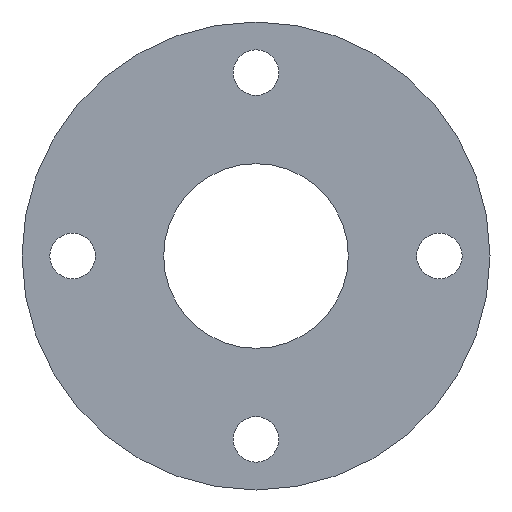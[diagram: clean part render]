
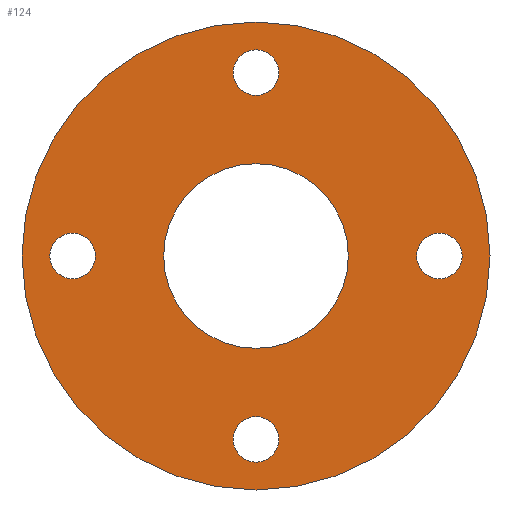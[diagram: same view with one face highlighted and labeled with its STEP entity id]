
A CAD part, front view. The second image highlights one B-rep face of the part: STEP entity #124.
In plain terms, the highlighted planar face has unit normal (0, -1, 0).
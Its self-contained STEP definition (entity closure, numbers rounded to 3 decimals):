
#1 = DIRECTION ( 'NONE',  ( 0., -1., 0. ) ) ;
#4 = DIRECTION ( 'NONE',  ( 0., 0., -1. ) ) ;
#6 = EDGE_CURVE ( 'NONE', #133, #582, #200, .T. ) ;
#16 = EDGE_CURVE ( 'NONE', #496, #61, #299, .T. ) ;
#18 = CARTESIAN_POINT ( 'NONE',  ( 72.5, 0., 9. ) ) ;
#22 = ORIENTED_EDGE ( 'NONE', *, *, #145, .T. ) ;
#33 = VERTEX_POINT ( 'NONE', #37 ) ;
#37 = CARTESIAN_POINT ( 'NONE',  ( 0., 0., 81.5 ) ) ;
#51 = EDGE_CURVE ( 'NONE', #263, #427, #219, .T. ) ;
#52 = ORIENTED_EDGE ( 'NONE', *, *, #437, .F. ) ;
#58 = AXIS2_PLACEMENT_3D ( 'NONE', #396, #118, #163 ) ;
#60 = DIRECTION ( 'NONE',  ( 0., 1., 0. ) ) ;
#61 = VERTEX_POINT ( 'NONE', #315 ) ;
#66 = CIRCLE ( 'NONE', #467, 9. ) ;
#71 = CARTESIAN_POINT ( 'NONE',  ( 0., 0., 0. ) ) ;
#78 = ORIENTED_EDGE ( 'NONE', *, *, #51, .F. ) ;
#81 = CARTESIAN_POINT ( 'NONE',  ( 72.5, 0., 0. ) ) ;
#88 = CARTESIAN_POINT ( 'NONE',  ( 0., 0., 63.5 ) ) ;
#93 = CIRCLE ( 'NONE', #537, 36.5 ) ;
#110 = VERTEX_POINT ( 'NONE', #417 ) ;
#112 = ORIENTED_EDGE ( 'NONE', *, *, #420, .T. ) ;
#118 = DIRECTION ( 'NONE',  ( 0., -1., 0. ) ) ;
#124 = ADVANCED_FACE ( 'NONE', ( #222, #407, #588, #152, #193, #198 ), #383, .T. ) ;
#127 = EDGE_LOOP ( 'NONE', ( #255, #318 ) ) ;
#133 = VERTEX_POINT ( 'NONE', #243 ) ;
#136 = DIRECTION ( 'NONE',  ( 0., 1., 0. ) ) ;
#145 = EDGE_CURVE ( 'NONE', #575, #473, #93, .T. ) ;
#151 = AXIS2_PLACEMENT_3D ( 'NONE', #536, #209, #574 ) ;
#152 = FACE_BOUND ( 'NONE', #390, .T. ) ;
#155 = CARTESIAN_POINT ( 'NONE',  ( 0., 0., -92.5 ) ) ;
#158 = CARTESIAN_POINT ( 'NONE',  ( 0., 0., 0. ) ) ;
#159 = AXIS2_PLACEMENT_3D ( 'NONE', #71, #492, #526 ) ;
#160 = CIRCLE ( 'NONE', #411, 9. ) ;
#163 = DIRECTION ( 'NONE',  ( 0., 0., -1. ) ) ;
#170 = VERTEX_POINT ( 'NONE', #155 ) ;
#171 = CARTESIAN_POINT ( 'NONE',  ( 0., 0., 0. ) ) ;
#174 = CARTESIAN_POINT ( 'NONE',  ( 0., 0., 72.5 ) ) ;
#177 = DIRECTION ( 'NONE',  ( 0., 0., -1. ) ) ;
#186 = CARTESIAN_POINT ( 'NONE',  ( 0., 0., -72.5 ) ) ;
#189 = EDGE_CURVE ( 'NONE', #61, #496, #66, .T. ) ;
#193 = FACE_BOUND ( 'NONE', #365, .T. ) ;
#198 = FACE_OUTER_BOUND ( 'NONE', #248, .T. ) ;
#200 = CIRCLE ( 'NONE', #328, 9. ) ;
#203 = ORIENTED_EDGE ( 'NONE', *, *, #377, .F. ) ;
#209 = DIRECTION ( 'NONE',  ( 0., -1., 0. ) ) ;
#211 = DIRECTION ( 'NONE',  ( 0., 1., 0. ) ) ;
#212 = ORIENTED_EDGE ( 'NONE', *, *, #6, .F. ) ;
#215 = CIRCLE ( 'NONE', #552, 92.5 ) ;
#219 = CIRCLE ( 'NONE', #403, 9. ) ;
#222 = FACE_BOUND ( 'NONE', #385, .T. ) ;
#230 = CARTESIAN_POINT ( 'NONE',  ( 0., 0., -36.5 ) ) ;
#241 = AXIS2_PLACEMENT_3D ( 'NONE', #171, #211, #345 ) ;
#243 = CARTESIAN_POINT ( 'NONE',  ( 0., 0., -81.5 ) ) ;
#247 = DIRECTION ( 'NONE',  ( 0., -1., 0. ) ) ;
#248 = EDGE_LOOP ( 'NONE', ( #52, #251 ) ) ;
#250 = DIRECTION ( 'NONE',  ( 0., -1., 0. ) ) ;
#251 = ORIENTED_EDGE ( 'NONE', *, *, #504, .F. ) ;
#255 = ORIENTED_EDGE ( 'NONE', *, *, #562, .F. ) ;
#263 = VERTEX_POINT ( 'NONE', #421 ) ;
#271 = DIRECTION ( 'NONE',  ( 0., -1., 0. ) ) ;
#274 = ORIENTED_EDGE ( 'NONE', *, *, #189, .F. ) ;
#278 = DIRECTION ( 'NONE',  ( 0., -1., 0. ) ) ;
#284 = CARTESIAN_POINT ( 'NONE',  ( -72.5, 0., 0. ) ) ;
#299 = CIRCLE ( 'NONE', #481, 9. ) ;
#303 = EDGE_LOOP ( 'NONE', ( #274, #310 ) ) ;
#304 = CIRCLE ( 'NONE', #58, 9. ) ;
#310 = ORIENTED_EDGE ( 'NONE', *, *, #16, .F. ) ;
#312 = CARTESIAN_POINT ( 'NONE',  ( 0., 0., -63.5 ) ) ;
#315 = CARTESIAN_POINT ( 'NONE',  ( -72.5, 0., -9. ) ) ;
#316 = EDGE_CURVE ( 'NONE', #427, #263, #508, .T. ) ;
#318 = ORIENTED_EDGE ( 'NONE', *, *, #565, .F. ) ;
#323 = CARTESIAN_POINT ( 'NONE',  ( 0., 0., 72.5 ) ) ;
#328 = AXIS2_PLACEMENT_3D ( 'NONE', #186, #271, #463 ) ;
#333 = DIRECTION ( 'NONE',  ( 0., 0., 1. ) ) ;
#345 = DIRECTION ( 'NONE',  ( 0., 0., 1. ) ) ;
#365 = EDGE_LOOP ( 'NONE', ( #112, #22 ) ) ;
#377 = EDGE_CURVE ( 'NONE', #582, #133, #304, .T. ) ;
#383 = PLANE ( 'NONE',  #430 ) ;
#385 = EDGE_LOOP ( 'NONE', ( #78, #454 ) ) ;
#390 = EDGE_LOOP ( 'NONE', ( #212, #203 ) ) ;
#396 = CARTESIAN_POINT ( 'NONE',  ( 0., 0., -72.5 ) ) ;
#403 = AXIS2_PLACEMENT_3D ( 'NONE', #81, #1, #460 ) ;
#404 = DIRECTION ( 'NONE',  ( 0., -1., 0. ) ) ;
#407 = FACE_BOUND ( 'NONE', #127, .T. ) ;
#411 = AXIS2_PLACEMENT_3D ( 'NONE', #174, #501, #177 ) ;
#417 = CARTESIAN_POINT ( 'NONE',  ( 0., 0., 92.5 ) ) ;
#418 = CIRCLE ( 'NONE', #159, 92.5 ) ;
#420 = EDGE_CURVE ( 'NONE', #473, #575, #507, .T. ) ;
#421 = CARTESIAN_POINT ( 'NONE',  ( 72.5, 0., -9. ) ) ;
#427 = VERTEX_POINT ( 'NONE', #18 ) ;
#429 = DIRECTION ( 'NONE',  ( 0., 0., -1. ) ) ;
#430 = AXIS2_PLACEMENT_3D ( 'NONE', #569, #250, #4 ) ;
#437 = EDGE_CURVE ( 'NONE', #110, #170, #418, .T. ) ;
#438 = CIRCLE ( 'NONE', #479, 9. ) ;
#454 = ORIENTED_EDGE ( 'NONE', *, *, #316, .F. ) ;
#460 = DIRECTION ( 'NONE',  ( 0., 0., -1. ) ) ;
#463 = DIRECTION ( 'NONE',  ( 0., 0., -1. ) ) ;
#467 = AXIS2_PLACEMENT_3D ( 'NONE', #567, #247, #429 ) ;
#473 = VERTEX_POINT ( 'NONE', #539 ) ;
#479 = AXIS2_PLACEMENT_3D ( 'NONE', #323, #404, #583 ) ;
#481 = AXIS2_PLACEMENT_3D ( 'NONE', #284, #278, #500 ) ;
#492 = DIRECTION ( 'NONE',  ( 0., 1., 0. ) ) ;
#496 = VERTEX_POINT ( 'NONE', #554 ) ;
#500 = DIRECTION ( 'NONE',  ( 0., 0., -1. ) ) ;
#501 = DIRECTION ( 'NONE',  ( 0., -1., 0. ) ) ;
#504 = EDGE_CURVE ( 'NONE', #170, #110, #215, .T. ) ;
#507 = CIRCLE ( 'NONE', #241, 36.5 ) ;
#508 = CIRCLE ( 'NONE', #151, 9. ) ;
#512 = CARTESIAN_POINT ( 'NONE',  ( 0., 0., 0. ) ) ;
#526 = DIRECTION ( 'NONE',  ( 0., 0., 1. ) ) ;
#536 = CARTESIAN_POINT ( 'NONE',  ( 72.5, 0., 0. ) ) ;
#537 = AXIS2_PLACEMENT_3D ( 'NONE', #158, #60, #333 ) ;
#539 = CARTESIAN_POINT ( 'NONE',  ( 0., 0., 36.5 ) ) ;
#551 = VERTEX_POINT ( 'NONE', #88 ) ;
#552 = AXIS2_PLACEMENT_3D ( 'NONE', #512, #136, #592 ) ;
#554 = CARTESIAN_POINT ( 'NONE',  ( -72.5, 0., 9. ) ) ;
#562 = EDGE_CURVE ( 'NONE', #551, #33, #438, .T. ) ;
#565 = EDGE_CURVE ( 'NONE', #33, #551, #160, .T. ) ;
#567 = CARTESIAN_POINT ( 'NONE',  ( -72.5, 0., 0. ) ) ;
#569 = CARTESIAN_POINT ( 'NONE',  ( 0., 0., 92.5 ) ) ;
#574 = DIRECTION ( 'NONE',  ( 0., 0., -1. ) ) ;
#575 = VERTEX_POINT ( 'NONE', #230 ) ;
#582 = VERTEX_POINT ( 'NONE', #312 ) ;
#583 = DIRECTION ( 'NONE',  ( 0., 0., -1. ) ) ;
#588 = FACE_BOUND ( 'NONE', #303, .T. ) ;
#592 = DIRECTION ( 'NONE',  ( 0., 0., 1. ) ) ;
